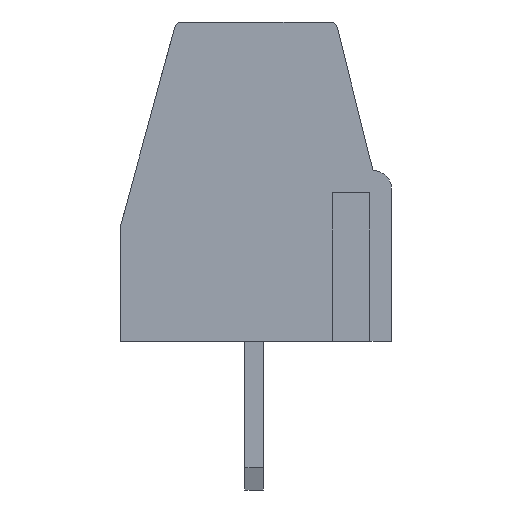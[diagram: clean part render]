
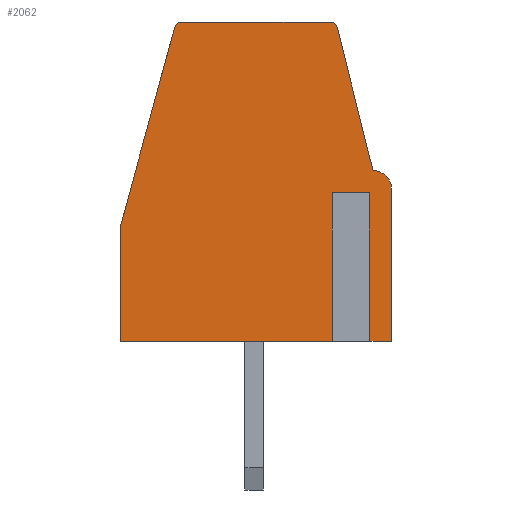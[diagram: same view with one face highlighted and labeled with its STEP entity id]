
A CAD part, left-side view. The second image highlights one B-rep face of the part: STEP entity #2062.
In plain terms, the highlighted planar face has unit normal (-1, 0, 0).
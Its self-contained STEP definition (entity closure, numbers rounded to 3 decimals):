
#245 = DIRECTION ( 'NONE',  ( 0., 0., -1. ) ) ;
#520 = VERTEX_POINT ( 'NONE', #22855 ) ;
#671 = CARTESIAN_POINT ( 'NONE',  ( -13.335, -3.7, 0.05 ) ) ;
#1288 = LINE ( 'NONE', #3429, #8034 ) ;
#1715 = CIRCLE ( 'NONE', #5113, 0.5 ) ;
#1779 = DIRECTION ( 'NONE',  ( -1., 0., 0. ) ) ;
#1815 = LINE ( 'NONE', #8899, #4371 ) ;
#1914 = LINE ( 'NONE', #19385, #5902 ) ;
#1944 = EDGE_CURVE ( 'NONE', #10042, #21779, #1815, .T. ) ;
#1956 = CARTESIAN_POINT ( 'NONE',  ( -13.335, 1.947, 8.45 ) ) ;
#2007 = EDGE_CURVE ( 'NONE', #2942, #6588, #1288, .T. ) ;
#2062 = ADVANCED_FACE ( 'NONE', ( #7113 ), #9293, .F. ) ;
#2249 = EDGE_LOOP ( 'NONE', ( #22496, #18392, #11593, #3272, #12403, #10054, #12899, #3887, #11878, #10151, #17617, #14438, #15233 ) ) ;
#2405 = CARTESIAN_POINT ( 'NONE',  ( -13.335, 2.14, 8.503 ) ) ;
#2808 = VERTEX_POINT ( 'NONE', #19870 ) ;
#2914 = LINE ( 'NONE', #15284, #15195 ) ;
#2942 = VERTEX_POINT ( 'NONE', #14059 ) ;
#3272 = ORIENTED_EDGE ( 'NONE', *, *, #7261, .T. ) ;
#3310 = VECTOR ( 'NONE', #13379, 1000. ) ;
#3429 = CARTESIAN_POINT ( 'NONE',  ( -13.335, 2.1, 8.65 ) ) ;
#3752 = CIRCLE ( 'NONE', #13339, 0.2 ) ;
#3887 = ORIENTED_EDGE ( 'NONE', *, *, #8586, .T. ) ;
#4035 = EDGE_CURVE ( 'NONE', #520, #12866, #18579, .T. ) ;
#4064 = CARTESIAN_POINT ( 'NONE',  ( -13.335, -2.238, 8.499 ) ) ;
#4371 = VECTOR ( 'NONE', #20173, 1000. ) ;
#5041 = DIRECTION ( 'NONE',  ( 0., -0.263, 0.965 ) ) ;
#5113 = AXIS2_PLACEMENT_3D ( 'NONE', #17616, #1779, #5304 ) ;
#5304 = DIRECTION ( 'NONE',  ( 0., 0., -1. ) ) ;
#5344 = EDGE_CURVE ( 'NONE', #18971, #8150, #19820, .T. ) ;
#5896 = CARTESIAN_POINT ( 'NONE',  ( -13.335, -2.044, 8.65 ) ) ;
#5902 = VECTOR ( 'NONE', #15782, 1000. ) ;
#6588 = VERTEX_POINT ( 'NONE', #2405 ) ;
#6670 = CARTESIAN_POINT ( 'NONE',  ( -13.335, 3.6, 8.65 ) ) ;
#7113 = FACE_OUTER_BOUND ( 'NONE', #2249, .T. ) ;
#7258 = CARTESIAN_POINT ( 'NONE',  ( -13.335, -2.2, 8.65 ) ) ;
#7261 = EDGE_CURVE ( 'NONE', #21779, #8150, #12609, .T. ) ;
#7294 = DIRECTION ( 'NONE',  ( -1., 0., 0. ) ) ;
#8034 = VECTOR ( 'NONE', #5041, 1000. ) ;
#8105 = VECTOR ( 'NONE', #10721, 1000. ) ;
#8150 = VERTEX_POINT ( 'NONE', #671 ) ;
#8538 = EDGE_CURVE ( 'NONE', #18971, #15956, #1715, .T. ) ;
#8586 = EDGE_CURVE ( 'NONE', #11205, #12866, #11354, .T. ) ;
#8660 = LINE ( 'NONE', #7258, #8105 ) ;
#8899 = CARTESIAN_POINT ( 'NONE',  ( -13.335, -2.867, 4.05 ) ) ;
#9058 = LINE ( 'NONE', #22830, #15768 ) ;
#9293 = PLANE ( 'NONE',  #11336 ) ;
#9320 = EDGE_CURVE ( 'NONE', #13456, #12296, #9058, .T. ) ;
#10042 = VERTEX_POINT ( 'NONE', #13162 ) ;
#10054 = ORIENTED_EDGE ( 'NONE', *, *, #8538, .T. ) ;
#10151 = ORIENTED_EDGE ( 'NONE', *, *, #12634, .T. ) ;
#10721 = DIRECTION ( 'NONE',  ( 0., -0.243, -0.97 ) ) ;
#10942 = EDGE_CURVE ( 'NONE', #13456, #10042, #2914, .T. ) ;
#11016 = CARTESIAN_POINT ( 'NONE',  ( -13.335, 3.6, 8.65 ) ) ;
#11205 = VERTEX_POINT ( 'NONE', #4064 ) ;
#11336 = AXIS2_PLACEMENT_3D ( 'NONE', #11016, #14487, #21547 ) ;
#11354 = CIRCLE ( 'NONE', #12816, 0.2 ) ;
#11593 = ORIENTED_EDGE ( 'NONE', *, *, #1944, .T. ) ;
#11878 = ORIENTED_EDGE ( 'NONE', *, *, #4035, .F. ) ;
#11951 = CARTESIAN_POINT ( 'NONE',  ( -13.335, -3.2, 4.65 ) ) ;
#12019 = DIRECTION ( 'NONE',  ( 0., -1., 0. ) ) ;
#12217 = CARTESIAN_POINT ( 'NONE',  ( -13.335, -2.044, 8.45 ) ) ;
#12296 = VERTEX_POINT ( 'NONE', #12540 ) ;
#12403 = ORIENTED_EDGE ( 'NONE', *, *, #5344, .F. ) ;
#12540 = CARTESIAN_POINT ( 'NONE',  ( -13.335, -2.333, 0.05 ) ) ;
#12584 = LINE ( 'NONE', #15818, #12852 ) ;
#12609 = LINE ( 'NONE', #15845, #15223 ) ;
#12634 = EDGE_CURVE ( 'NONE', #520, #6588, #3752, .T. ) ;
#12763 = DIRECTION ( 'NONE',  ( 0., 0., -1. ) ) ;
#12816 = AXIS2_PLACEMENT_3D ( 'NONE', #12217, #17508, #12763 ) ;
#12852 = VECTOR ( 'NONE', #18001, 1000. ) ;
#12866 = VERTEX_POINT ( 'NONE', #5896 ) ;
#12899 = ORIENTED_EDGE ( 'NONE', *, *, #19506, .F. ) ;
#13162 = CARTESIAN_POINT ( 'NONE',  ( -13.335, -2.867, 4.05 ) ) ;
#13339 = AXIS2_PLACEMENT_3D ( 'NONE', #1956, #7294, #14315 ) ;
#13379 = DIRECTION ( 'NONE',  ( 0., -1., 0. ) ) ;
#13456 = VERTEX_POINT ( 'NONE', #19924 ) ;
#14043 = CARTESIAN_POINT ( 'NONE',  ( -13.335, -3.7, 4.15 ) ) ;
#14059 = CARTESIAN_POINT ( 'NONE',  ( -13.335, 3.6, 3.15 ) ) ;
#14315 = DIRECTION ( 'NONE',  ( 0., 0., -1. ) ) ;
#14438 = ORIENTED_EDGE ( 'NONE', *, *, #14650, .T. ) ;
#14487 = DIRECTION ( 'NONE',  ( 1., 0., 0. ) ) ;
#14650 = EDGE_CURVE ( 'NONE', #2942, #2808, #12584, .T. ) ;
#15195 = VECTOR ( 'NONE', #12019, 1000. ) ;
#15223 = VECTOR ( 'NONE', #19681, 1000. ) ;
#15233 = ORIENTED_EDGE ( 'NONE', *, *, #22443, .T. ) ;
#15284 = CARTESIAN_POINT ( 'NONE',  ( -13.335, -2.867, 4.05 ) ) ;
#15768 = VECTOR ( 'NONE', #245, 1000. ) ;
#15782 = DIRECTION ( 'NONE',  ( 0., -1., 0. ) ) ;
#15818 = CARTESIAN_POINT ( 'NONE',  ( -13.335, 3.6, 8.65 ) ) ;
#15845 = CARTESIAN_POINT ( 'NONE',  ( -13.335, 3.6, 0.05 ) ) ;
#15956 = VERTEX_POINT ( 'NONE', #11951 ) ;
#17398 = CARTESIAN_POINT ( 'NONE',  ( -13.335, -2.867, 0.05 ) ) ;
#17508 = DIRECTION ( 'NONE',  ( -1., 0., 0. ) ) ;
#17616 = CARTESIAN_POINT ( 'NONE',  ( -13.335, -3.2, 4.15 ) ) ;
#17617 = ORIENTED_EDGE ( 'NONE', *, *, #2007, .F. ) ;
#17965 = VECTOR ( 'NONE', #18086, 1000. ) ;
#18001 = DIRECTION ( 'NONE',  ( 0., 0., -1. ) ) ;
#18086 = DIRECTION ( 'NONE',  ( 0., 0., -1. ) ) ;
#18309 = CARTESIAN_POINT ( 'NONE',  ( -13.335, -3.7, 8.65 ) ) ;
#18392 = ORIENTED_EDGE ( 'NONE', *, *, #10942, .T. ) ;
#18579 = LINE ( 'NONE', #6670, #3310 ) ;
#18971 = VERTEX_POINT ( 'NONE', #14043 ) ;
#19385 = CARTESIAN_POINT ( 'NONE',  ( -13.335, 3.6, 0.05 ) ) ;
#19506 = EDGE_CURVE ( 'NONE', #11205, #15956, #8660, .T. ) ;
#19681 = DIRECTION ( 'NONE',  ( 0., -1., 0. ) ) ;
#19820 = LINE ( 'NONE', #18309, #17965 ) ;
#19870 = CARTESIAN_POINT ( 'NONE',  ( -13.335, 3.6, 0.05 ) ) ;
#19924 = CARTESIAN_POINT ( 'NONE',  ( -13.335, -2.333, 4.05 ) ) ;
#20173 = DIRECTION ( 'NONE',  ( 0., 0., -1. ) ) ;
#21547 = DIRECTION ( 'NONE',  ( 0., 0., -1. ) ) ;
#21779 = VERTEX_POINT ( 'NONE', #17398 ) ;
#22443 = EDGE_CURVE ( 'NONE', #2808, #12296, #1914, .T. ) ;
#22496 = ORIENTED_EDGE ( 'NONE', *, *, #9320, .F. ) ;
#22830 = CARTESIAN_POINT ( 'NONE',  ( -13.335, -2.333, 4.05 ) ) ;
#22855 = CARTESIAN_POINT ( 'NONE',  ( -13.335, 1.947, 8.65 ) ) ;
